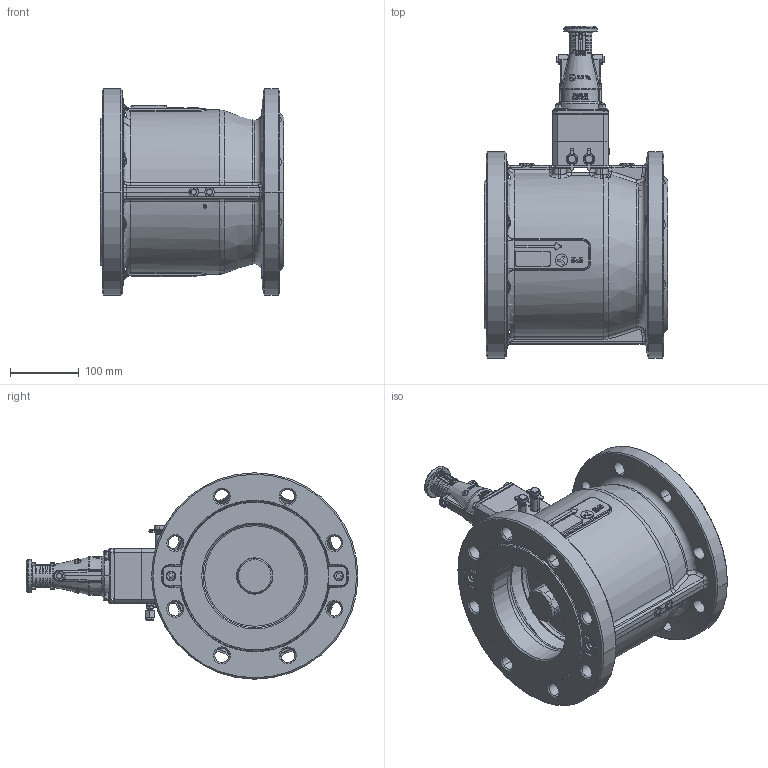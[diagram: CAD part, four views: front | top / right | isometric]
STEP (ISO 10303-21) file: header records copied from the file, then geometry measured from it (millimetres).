
FILE_DESCRIPTION (( 'STEP AP203' ), '1' );
FILE_NAME ('TA-PILOT-R DN150.step', '2015-05-13T09:45:53', ( 'Uporabnik' ), ( 'Hewlett-Packard Company' ), 'SwSTEP 2.0', 'SolidWorks 2014', '' );
FILE_SCHEMA (( 'CONFIG_CONTROL_DESIGN' ));
Products named in the file (1): TA-PILOT-R DN150
Bounding box: 267.1 x 482.6 x 300 mm (x, y, z)
Surface area: 713871.8 mm2 (no closed solid volume)
Topology: 0 solids, 72 shells, 1739 faces, 6590 edges, 4744 vertices
Faces by surface type: plane 597, cylinder 360, bspline 338, cone 258, torus 161, sphere 25
Entity records: 95612 total; most frequent: CARTESIAN_POINT 45644, ORIENTED_EDGE 9994, DIRECTION 9043, EDGE_CURVE 6580, VERTEX_POINT 4744, AXIS2_PLACEMENT_3D 3275, LINE 2493, VECTOR 2493
